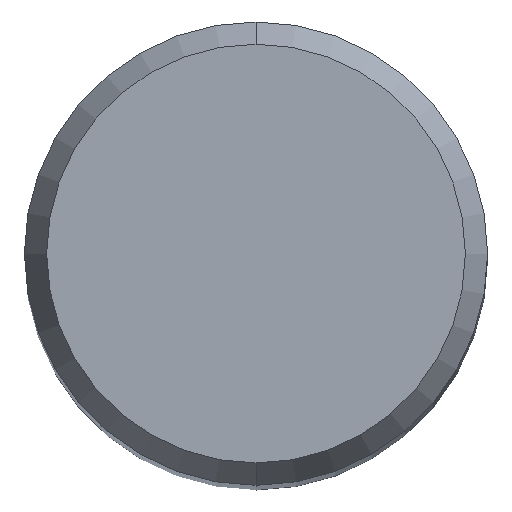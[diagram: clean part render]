
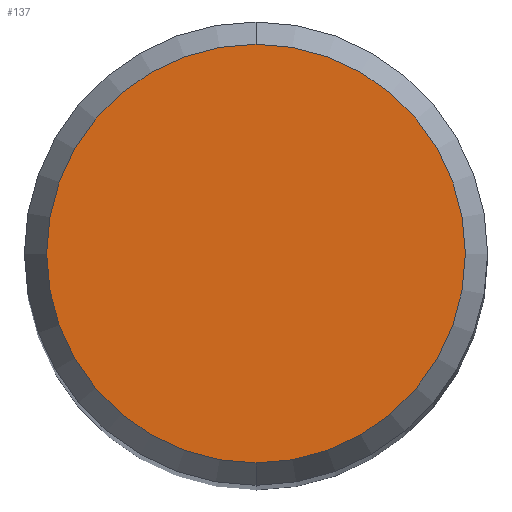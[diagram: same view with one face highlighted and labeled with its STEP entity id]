
A CAD part, top view. The second image highlights one B-rep face of the part: STEP entity #137.
In plain terms, the highlighted planar face has unit normal (0, 0, 1).
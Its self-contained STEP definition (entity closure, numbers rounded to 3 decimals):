
#85=VERTEX_POINT('',#217);
#87=VERTEX_POINT('',#219);
#137=ADVANCED_FACE('',(#276),#277,.T.);
#149=EDGE_CURVE('',#85,#87,#290,.T.);
#165=EDGE_CURVE('',#87,#85,#309,.T.);
#217=CARTESIAN_POINT('',(0.0,4.304,0.0));
#219=CARTESIAN_POINT('',(0.,-4.304,0.0));
#276=FACE_OUTER_BOUND('',#429,.T.);
#277=PLANE('',#430);
#290=CIRCLE('',#447,4.304);
#309=CIRCLE('',#471,4.304);
#429=EDGE_LOOP('',(#601,#602));
#430=AXIS2_PLACEMENT_3D('',#603,#604,#605);
#447=AXIS2_PLACEMENT_3D('',#618,#619,#620);
#471=AXIS2_PLACEMENT_3D('',#644,#645,#646);
#601=ORIENTED_EDGE('',*,*,#149,.F.);
#602=ORIENTED_EDGE('',*,*,#165,.F.);
#603=CARTESIAN_POINT('',(0.0,2.152,0.0));
#604=DIRECTION('',(-0.0,0.0,1.0));
#605=DIRECTION('',(0.0,-1.0,0.0));
#618=CARTESIAN_POINT('',(0.0,0.0,0.0));
#619=DIRECTION('',(0.0,0.0,-1.0));
#620=DIRECTION('',(0.0,1.0,0.0));
#644=CARTESIAN_POINT('',(0.0,0.0,0.0));
#645=DIRECTION('',(0.0,0.0,-1.0));
#646=DIRECTION('',(0.0,1.0,0.0));
